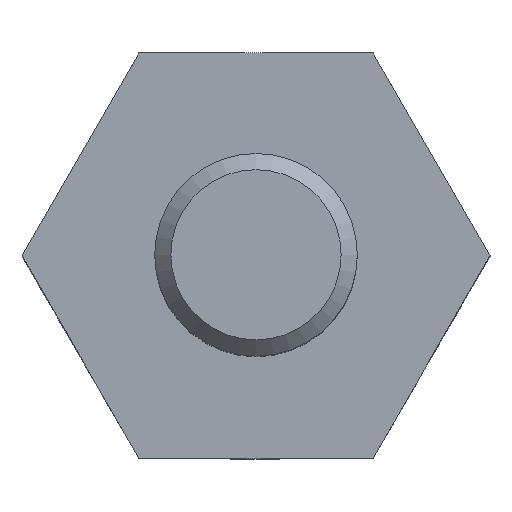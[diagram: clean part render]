
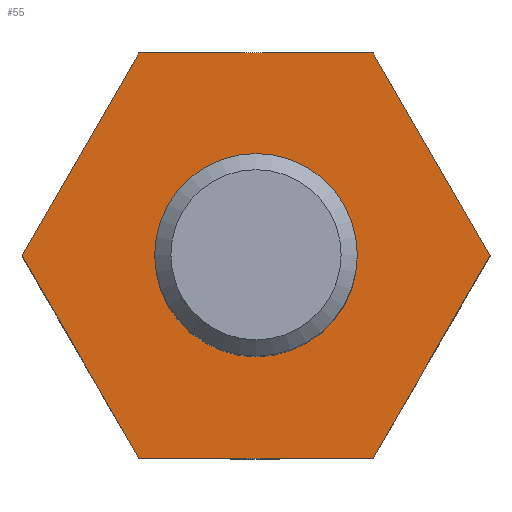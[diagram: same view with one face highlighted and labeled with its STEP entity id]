
A CAD part, top view. The second image highlights one B-rep face of the part: STEP entity #55.
In plain terms, the highlighted planar face has unit normal (0, 0, 1).
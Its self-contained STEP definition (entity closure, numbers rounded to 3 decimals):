
#55 = ADVANCED_FACE( '', ( #125, #126 ), #127, .T. );
#125 = FACE_BOUND( '', #219, .T. );
#126 = FACE_OUTER_BOUND( '', #220, .T. );
#127 = PLANE( '', #221 );
#219 = EDGE_LOOP( '', ( #317 ) );
#220 = EDGE_LOOP( '', ( #318, #319, #320, #321, #322, #323 ) );
#221 = AXIS2_PLACEMENT_3D( '', #324, #325, #326 );
#317 = ORIENTED_EDGE( '', *, *, #491, .T. );
#318 = ORIENTED_EDGE( '', *, *, #492, .T. );
#319 = ORIENTED_EDGE( '', *, *, #493, .T. );
#320 = ORIENTED_EDGE( '', *, *, #494, .T. );
#321 = ORIENTED_EDGE( '', *, *, #495, .T. );
#322 = ORIENTED_EDGE( '', *, *, #496, .T. );
#323 = ORIENTED_EDGE( '', *, *, #497, .T. );
#324 = CARTESIAN_POINT( '', ( 0., 0., 5. ) );
#325 = DIRECTION( '', ( 0., 0., 1. ) );
#326 = DIRECTION( '', ( 1., 0., 0. ) );
#491 = EDGE_CURVE( '', #564, #564, #565, .F. );
#492 = EDGE_CURVE( '', #566, #567, #568, .T. );
#493 = EDGE_CURVE( '', #567, #569, #570, .T. );
#494 = EDGE_CURVE( '', #569, #571, #572, .T. );
#495 = EDGE_CURVE( '', #571, #573, #574, .T. );
#496 = EDGE_CURVE( '', #573, #575, #576, .T. );
#497 = EDGE_CURVE( '', #575, #566, #577, .T. );
#564 = VERTEX_POINT( '', #685 );
#565 = CIRCLE( '', #686, 1.104 );
#566 = VERTEX_POINT( '', #687 );
#567 = VERTEX_POINT( '', #688 );
#568 = LINE( '', #689, #690 );
#569 = VERTEX_POINT( '', #691 );
#570 = LINE( '', #692, #693 );
#571 = VERTEX_POINT( '', #694 );
#572 = LINE( '', #695, #696 );
#573 = VERTEX_POINT( '', #697 );
#574 = LINE( '', #698, #699 );
#575 = VERTEX_POINT( '', #700 );
#576 = LINE( '', #701, #702 );
#577 = LINE( '', #703, #704 );
#685 = CARTESIAN_POINT( '', ( 1.104, 0., 5. ) );
#686 = AXIS2_PLACEMENT_3D( '', #830, #831, #832 );
#687 = CARTESIAN_POINT( '', ( 1.443, 2.5, 5. ) );
#688 = CARTESIAN_POINT( '', ( -1.443, 2.5, 5. ) );
#689 = CARTESIAN_POINT( '', ( 1.443, 2.5, 5. ) );
#690 = VECTOR( '', #833, 1000. );
#691 = CARTESIAN_POINT( '', ( -2.887, 0., 5. ) );
#692 = CARTESIAN_POINT( '', ( -1.443, 2.5, 5. ) );
#693 = VECTOR( '', #834, 1000. );
#694 = CARTESIAN_POINT( '', ( -1.443, -2.5, 5. ) );
#695 = CARTESIAN_POINT( '', ( -2.887, 0., 5. ) );
#696 = VECTOR( '', #835, 1000. );
#697 = CARTESIAN_POINT( '', ( 1.443, -2.5, 5. ) );
#698 = CARTESIAN_POINT( '', ( -1.443, -2.5, 5. ) );
#699 = VECTOR( '', #836, 1000. );
#700 = CARTESIAN_POINT( '', ( 2.887, 0., 5. ) );
#701 = CARTESIAN_POINT( '', ( 1.443, -2.5, 5. ) );
#702 = VECTOR( '', #837, 1000. );
#703 = CARTESIAN_POINT( '', ( 2.887, 0., 5. ) );
#704 = VECTOR( '', #838, 1000. );
#830 = CARTESIAN_POINT( '', ( 0., 0., 5. ) );
#831 = DIRECTION( '', ( 0., 0., 1. ) );
#832 = DIRECTION( '', ( 1., 0., 0. ) );
#833 = DIRECTION( '', ( -1., 0., 0. ) );
#834 = DIRECTION( '', ( -0.5, -0.866, 0. ) );
#835 = DIRECTION( '', ( 0.5, -0.866, 0. ) );
#836 = DIRECTION( '', ( 1., 0., 0. ) );
#837 = DIRECTION( '', ( 0.5, 0.866, 0. ) );
#838 = DIRECTION( '', ( -0.5, 0.866, 0. ) );
